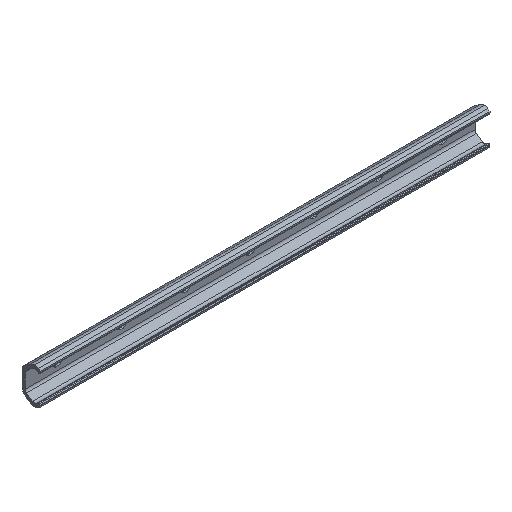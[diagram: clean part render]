
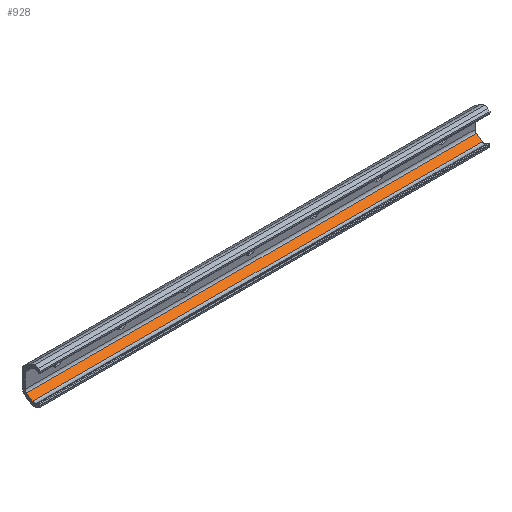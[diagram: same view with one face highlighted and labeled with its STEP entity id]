
A CAD part, isometric view. The second image highlights one B-rep face of the part: STEP entity #928.
In plain terms, the highlighted planar face has unit normal (0, -0.574, 0.819).
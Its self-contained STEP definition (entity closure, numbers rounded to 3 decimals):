
#48 = LINE ( 'NONE', #1603, #573 ) ;
#69 = ORIENTED_EDGE ( 'NONE', *, *, #129, .T. ) ;
#115 = CARTESIAN_POINT ( 'NONE',  ( -280., -1.706, -12.612 ) ) ;
#121 = CARTESIAN_POINT ( 'NONE',  ( 280., -9.204, -17.862 ) ) ;
#129 = EDGE_CURVE ( 'NONE', #346, #417, #785, .T. ) ;
#152 = DIRECTION ( 'NONE',  ( 0., -0.819, -0.574 ) ) ;
#346 = VERTEX_POINT ( 'NONE', #478 ) ;
#362 = FACE_OUTER_BOUND ( 'NONE', #1629, .T. ) ;
#371 = AXIS2_PLACEMENT_3D ( 'NONE', #1307, #1939, #1151 ) ;
#417 = VERTEX_POINT ( 'NONE', #115 ) ;
#478 = CARTESIAN_POINT ( 'NONE',  ( 280., -1.706, -12.612 ) ) ;
#500 = DIRECTION ( 'NONE',  ( 0., -0.819, -0.574 ) ) ;
#544 = EDGE_CURVE ( 'NONE', #417, #1639, #1071, .T. ) ;
#573 = VECTOR ( 'NONE', #500, 1000. ) ;
#616 = DIRECTION ( 'NONE',  ( -1., 0., 0. ) ) ;
#647 = CARTESIAN_POINT ( 'NONE',  ( 280., -1.706, -12.612 ) ) ;
#661 = VECTOR ( 'NONE', #616, 1000. ) ;
#684 = PLANE ( 'NONE',  #371 ) ;
#760 = CARTESIAN_POINT ( 'NONE',  ( -280., -9.204, -17.862 ) ) ;
#785 = LINE ( 'NONE', #647, #661 ) ;
#848 = VECTOR ( 'NONE', #152, 1000. ) ;
#875 = ORIENTED_EDGE ( 'NONE', *, *, #544, .T. ) ;
#900 = CARTESIAN_POINT ( 'NONE',  ( -280., -9.204, -17.862 ) ) ;
#928 = ADVANCED_FACE ( 'NONE', ( #362 ), #684, .F. ) ;
#975 = VECTOR ( 'NONE', #1077, 1000. ) ;
#988 = ORIENTED_EDGE ( 'NONE', *, *, #1314, .F. ) ;
#1071 = LINE ( 'NONE', #900, #848 ) ;
#1077 = DIRECTION ( 'NONE',  ( -1., 0., 0. ) ) ;
#1151 = DIRECTION ( 'NONE',  ( 0., 0.819, 0.574 ) ) ;
#1284 = VERTEX_POINT ( 'NONE', #121 ) ;
#1307 = CARTESIAN_POINT ( 'NONE',  ( 280., -9.204, -17.862 ) ) ;
#1314 = EDGE_CURVE ( 'NONE', #346, #1284, #48, .T. ) ;
#1547 = CARTESIAN_POINT ( 'NONE',  ( 280., -9.204, -17.862 ) ) ;
#1603 = CARTESIAN_POINT ( 'NONE',  ( 280., -9.204, -17.862 ) ) ;
#1619 = EDGE_CURVE ( 'NONE', #1284, #1639, #1711, .T. ) ;
#1629 = EDGE_LOOP ( 'NONE', ( #875, #1956, #988, #69 ) ) ;
#1639 = VERTEX_POINT ( 'NONE', #760 ) ;
#1711 = LINE ( 'NONE', #1547, #975 ) ;
#1939 = DIRECTION ( 'NONE',  ( 0., 0.574, -0.819 ) ) ;
#1956 = ORIENTED_EDGE ( 'NONE', *, *, #1619, .F. ) ;
